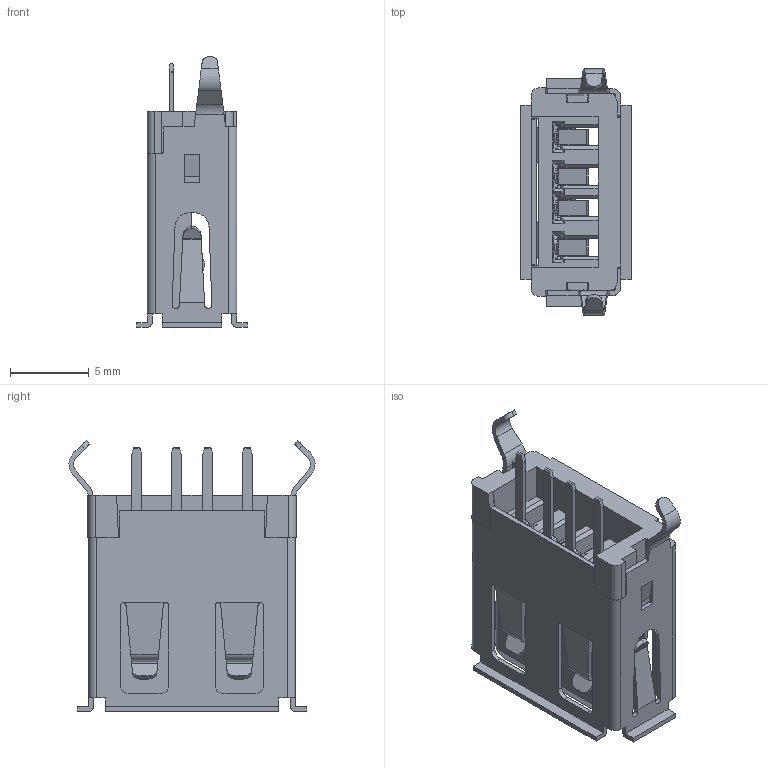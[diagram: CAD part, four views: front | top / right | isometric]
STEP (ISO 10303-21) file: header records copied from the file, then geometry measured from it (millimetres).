
FILE_DESCRIPTION(('STEP AP242'),'1');
FILE_NAME('usb_a-usb_a-top-c.stp','2021-10-13T01:39:37',('TraceParts'),('TraceParts S.A.'),'Spatial InterOp 3D',' ',' ');
FILE_SCHEMA(('AP242_MANAGED_MODEL_BASED_3D_ENGINEERING_MIM_LF {1 0 10303 442 1 1 4}'));
Length unit declared in the file: millimetre
Products named in the file (1): usb_a-usb_a-top-c_1
Bounding box: 7 x 15.59 x 17.15 mm (x, y, z)
Volume: 471.2 mm3; surface area: 1826 mm2
Topology: 6 solids, 6 shells, 685 faces, 2002 edges, 1323 vertices
Faces by surface type: plane 442, cylinder 235, cone 8
Entity records: 23068 total; most frequent: CARTESIAN_POINT 4741, ORIENTED_EDGE 4002, DIRECTION 3633, EDGE_CURVE 2001, LINE 1475, VECTOR 1475, VERTEX_POINT 1323, AXIS2_PLACEMENT_3D 1079
